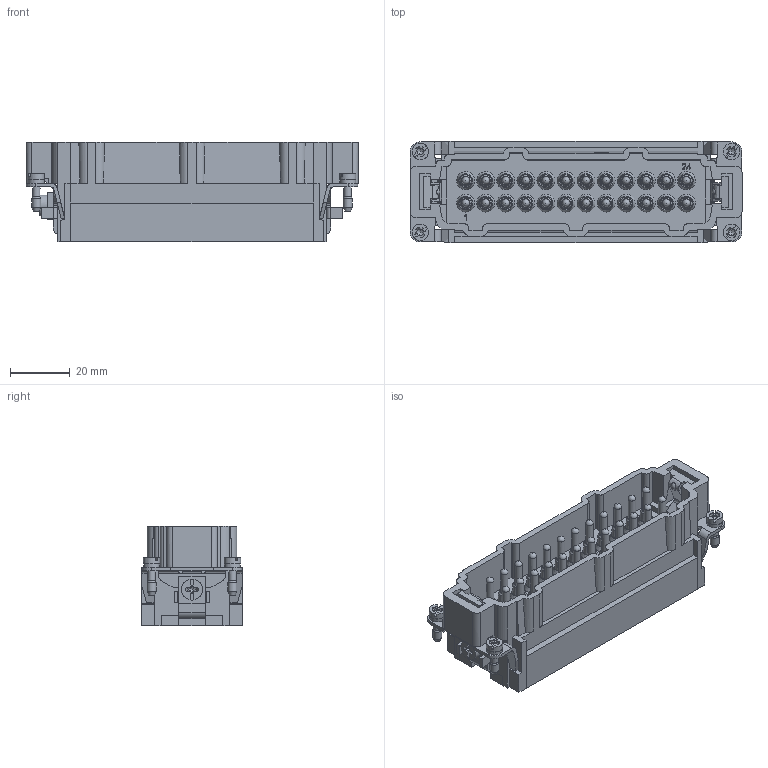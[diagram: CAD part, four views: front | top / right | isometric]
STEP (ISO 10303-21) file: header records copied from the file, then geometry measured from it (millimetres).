
FILE_DESCRIPTION(/* description */ (''),/* implementation_level */ '2;1');
FILE_NAME(/* name */ '100095115ugm000_d.stp',/* time_stamp */ '2019-04-10T09:18:01+02:00',/* author */ (''),/* organization */ (''),/* preprocessor_version */ 'ST-DEVELOPER v16.7',/* originating_system */ 'SIEMENS PLM Software NX 12.0',/* authorisation */ '');
FILE_SCHEMA (('AUTOMOTIVE_DESIGN { 1 0 10303 214 3 1 1 1 }'));
Length unit declared in the file: millimetre
Products named in the file (1): 100095115ugm000_d
Bounding box: 110.85 x 34 x 33.35 mm (x, y, z)
Volume: 63441.4 mm3; surface area: 31680.3 mm2
Topology: 1 solids, 1 shells, 1295 faces, 3690 edges, 2599 vertices
Faces by surface type: plane 935, cylinder 166, cone 129, bspline 26, sphere 26, extrusion 13
Full cylindrical faces by diameter (mm): 0.501 x1, 0.592 x1, 2.349 x2, 2.5 x28, 2.519 x2, 3 x4, 3.242 x1, 5.3 x4, 5.4 x24, 5.5 x4, 7 x1
Entity records: 50795 total; most frequent: CARTESIAN_POINT 15313, ORIENTED_EDGE 6196, DIRECTION 5840, EDGE_CURVE 3098, VECTOR 2198, LINE 2185, VERTEX_POINT 2130, AXIS2_PLACEMENT_3D 1821
